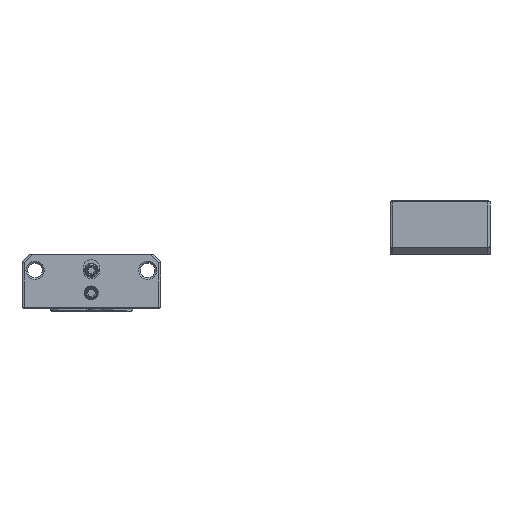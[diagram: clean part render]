
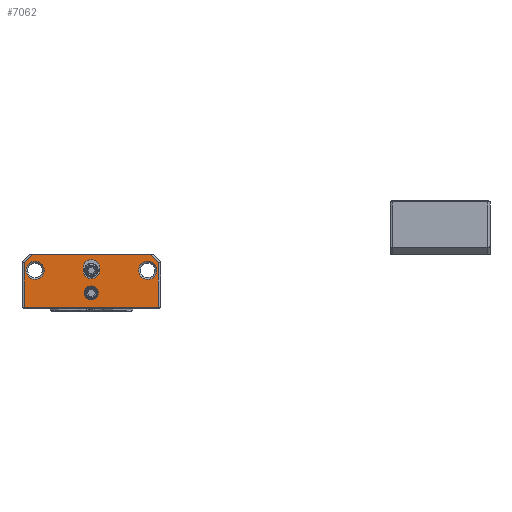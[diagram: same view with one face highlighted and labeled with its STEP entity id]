
A CAD part, front view. The second image highlights one B-rep face of the part: STEP entity #7062.
In plain terms, the highlighted planar face has unit normal (0, -1, 0).
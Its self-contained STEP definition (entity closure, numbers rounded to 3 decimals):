
#135=FACE_BOUND('',#847,.T.);
#136=FACE_BOUND('',#848,.T.);
#137=FACE_BOUND('',#849,.T.);
#138=FACE_BOUND('',#850,.T.);
#190=PLANE('',#7505);
#470=FACE_OUTER_BOUND('',#846,.T.);
#846=EDGE_LOOP('',(#5050,#5051,#5052,#5053,#5054,#5055));
#847=EDGE_LOOP('',(#5056));
#848=EDGE_LOOP('',(#5057,#5058,#5059,#5060));
#849=EDGE_LOOP('',(#5061));
#850=EDGE_LOOP('',(#5062));
#1238=CIRCLE('',#7504,2.025);
#1239=CIRCLE('',#7506,2.025);
#1240=CIRCLE('',#7507,1.85);
#1241=CIRCLE('',#7508,1.85);
#1242=CIRCLE('',#7509,1.55);
#1589=LINE('',#11675,#2355);
#1590=LINE('',#11677,#2356);
#1591=LINE('',#11679,#2357);
#1592=LINE('',#11681,#2358);
#1593=LINE('',#11683,#2359);
#1594=LINE('',#11684,#2360);
#1595=LINE('',#11689,#2361);
#1596=LINE('',#11693,#2362);
#2355=VECTOR('',#8290,10.);
#2356=VECTOR('',#8291,10.);
#2357=VECTOR('',#8292,10.);
#2358=VECTOR('',#8293,10.);
#2359=VECTOR('',#8294,10.);
#2360=VECTOR('',#8295,10.);
#2361=VECTOR('',#8298,10.);
#2362=VECTOR('',#8301,10.);
#3149=VERTEX_POINT('',#11669);
#3150=VERTEX_POINT('',#11673);
#3151=VERTEX_POINT('',#11674);
#3152=VERTEX_POINT('',#11676);
#3153=VERTEX_POINT('',#11678);
#3154=VERTEX_POINT('',#11680);
#3155=VERTEX_POINT('',#11682);
#3156=VERTEX_POINT('',#11685);
#3157=VERTEX_POINT('',#11687);
#3158=VERTEX_POINT('',#11688);
#3159=VERTEX_POINT('',#11690);
#3160=VERTEX_POINT('',#11692);
#3161=VERTEX_POINT('',#11695);
#3872=EDGE_CURVE('',#3149,#3149,#1238,.T.);
#3874=EDGE_CURVE('',#3150,#3151,#1589,.T.);
#3875=EDGE_CURVE('',#3152,#3150,#1590,.T.);
#3876=EDGE_CURVE('',#3153,#3152,#1591,.T.);
#3877=EDGE_CURVE('',#3154,#3153,#1592,.T.);
#3878=EDGE_CURVE('',#3155,#3154,#1593,.T.);
#3879=EDGE_CURVE('',#3151,#3155,#1594,.T.);
#3880=EDGE_CURVE('',#3156,#3156,#1239,.T.);
#3881=EDGE_CURVE('',#3157,#3158,#1595,.T.);
#3882=EDGE_CURVE('',#3158,#3159,#1240,.T.);
#3883=EDGE_CURVE('',#3159,#3160,#1596,.T.);
#3884=EDGE_CURVE('',#3160,#3157,#1241,.T.);
#3885=EDGE_CURVE('',#3161,#3161,#1242,.T.);
#5050=ORIENTED_EDGE('',*,*,#3874,.F.);
#5051=ORIENTED_EDGE('',*,*,#3875,.F.);
#5052=ORIENTED_EDGE('',*,*,#3876,.F.);
#5053=ORIENTED_EDGE('',*,*,#3877,.F.);
#5054=ORIENTED_EDGE('',*,*,#3878,.F.);
#5055=ORIENTED_EDGE('',*,*,#3879,.F.);
#5056=ORIENTED_EDGE('',*,*,#3880,.F.);
#5057=ORIENTED_EDGE('',*,*,#3881,.T.);
#5058=ORIENTED_EDGE('',*,*,#3882,.T.);
#5059=ORIENTED_EDGE('',*,*,#3883,.T.);
#5060=ORIENTED_EDGE('',*,*,#3884,.T.);
#5061=ORIENTED_EDGE('',*,*,#3885,.T.);
#5062=ORIENTED_EDGE('',*,*,#3872,.F.);
#7062=ADVANCED_FACE('',(#470,#135,#136,#137,#138),#190,.T.);
#7504=AXIS2_PLACEMENT_3D('',#11670,#8285,#8286);
#7505=AXIS2_PLACEMENT_3D('',#11672,#8288,#8289);
#7506=AXIS2_PLACEMENT_3D('',#11686,#8296,#8297);
#7507=AXIS2_PLACEMENT_3D('',#11691,#8299,#8300);
#7508=AXIS2_PLACEMENT_3D('',#11694,#8302,#8303);
#7509=AXIS2_PLACEMENT_3D('',#11696,#8304,#8305);
#8285=DIRECTION('center_axis',(0.,-1.,0.));
#8286=DIRECTION('ref_axis',(1.,0.,0.));
#8288=DIRECTION('center_axis',(0.,-1.,0.));
#8289=DIRECTION('ref_axis',(-1.,0.,0.));
#8290=DIRECTION('',(-1.,0.,0.));
#8291=DIRECTION('',(0.,0.,-1.));
#8292=DIRECTION('',(0.707,0.,-0.707));
#8293=DIRECTION('',(1.,0.,0.));
#8294=DIRECTION('',(0.707,0.,0.707));
#8295=DIRECTION('',(0.,0.,1.));
#8296=DIRECTION('center_axis',(0.,-1.,0.));
#8297=DIRECTION('ref_axis',(1.,0.,0.));
#8298=DIRECTION('',(0.,0.,1.));
#8299=DIRECTION('center_axis',(0.,1.,0.));
#8300=DIRECTION('ref_axis',(1.,0.,0.));
#8301=DIRECTION('',(0.,0.,-1.));
#8302=DIRECTION('center_axis',(0.,1.,0.));
#8303=DIRECTION('ref_axis',(-1.,0.,0.));
#8304=DIRECTION('center_axis',(0.,1.,0.));
#8305=DIRECTION('ref_axis',(1.,0.,0.));
#11669=CARTESIAN_POINT('',(10.475,-11.095,-3.5));
#11670=CARTESIAN_POINT('Origin',(12.5,-11.095,-3.5));
#11672=CARTESIAN_POINT('Origin',(15.4,-11.095,0.));
#11673=CARTESIAN_POINT('',(14.9,-11.095,-11.7));
#11674=CARTESIAN_POINT('',(-14.9,-11.095,-11.7));
#11675=CARTESIAN_POINT('',(7.7,-11.095,-11.7));
#11676=CARTESIAN_POINT('',(14.9,-11.095,-1.807));
#11677=CARTESIAN_POINT('',(14.9,-11.095,0.));
#11678=CARTESIAN_POINT('',(13.093,-11.095,0.));
#11679=CARTESIAN_POINT('',(14.646,-11.095,-1.554));
#11680=CARTESIAN_POINT('',(-13.093,-11.095,0.));
#11681=CARTESIAN_POINT('',(-15.4,-11.095,0.));
#11682=CARTESIAN_POINT('',(-14.9,-11.095,-1.807));
#11683=CARTESIAN_POINT('',(-6.146,-11.095,6.946));
#11684=CARTESIAN_POINT('',(-14.9,-11.095,0.));
#11685=CARTESIAN_POINT('',(-14.525,-11.095,-3.5));
#11686=CARTESIAN_POINT('Origin',(-12.5,-11.095,-3.5));
#11687=CARTESIAN_POINT('',(-1.85,-11.095,-3.5));
#11688=CARTESIAN_POINT('',(-1.85,-11.095,-3.));
#11689=CARTESIAN_POINT('',(-1.85,-11.095,-1.75));
#11690=CARTESIAN_POINT('',(1.85,-11.095,-3.));
#11691=CARTESIAN_POINT('Origin',(0.,-11.095,-3.));
#11692=CARTESIAN_POINT('',(1.85,-11.095,-3.5));
#11693=CARTESIAN_POINT('',(1.85,-11.095,-1.5));
#11694=CARTESIAN_POINT('Origin',(0.,-11.095,-3.5));
#11695=CARTESIAN_POINT('',(-1.55,-11.095,-8.5));
#11696=CARTESIAN_POINT('Origin',(0.,-11.095,-8.5));
